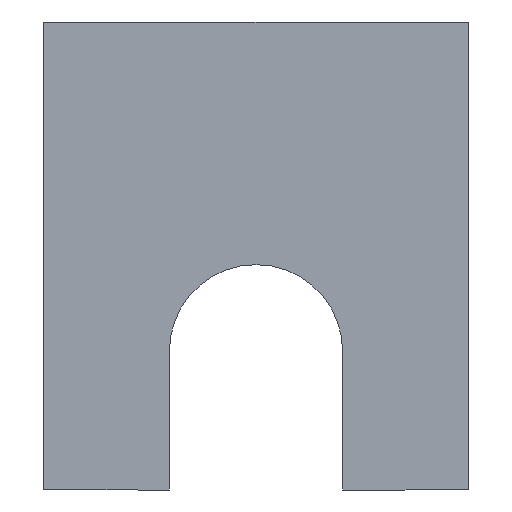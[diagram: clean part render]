
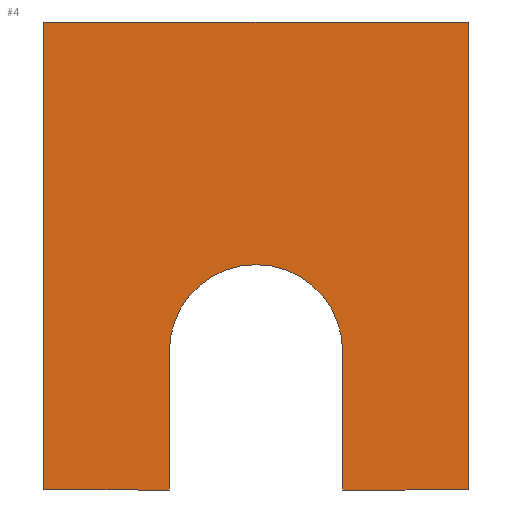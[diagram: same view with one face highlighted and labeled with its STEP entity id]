
A CAD part, front view. The second image highlights one B-rep face of the part: STEP entity #4.
In plain terms, the highlighted planar face has unit normal (0, -1, 0).
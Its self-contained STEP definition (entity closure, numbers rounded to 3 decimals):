
#3 = CARTESIAN_POINT ( 'NONE',  ( -5., 0., -8. ) ) ;
#4 = ADVANCED_FACE ( 'NONE', ( #100 ), #75, .F. ) ;
#9 = DIRECTION ( 'NONE',  ( -1., 0., 0. ) ) ;
#10 = ORIENTED_EDGE ( 'NONE', *, *, #364, .F. ) ;
#12 = LINE ( 'NONE', #305, #64 ) ;
#14 = LINE ( 'NONE', #207, #173 ) ;
#15 = ORIENTED_EDGE ( 'NONE', *, *, #132, .F. ) ;
#17 = CARTESIAN_POINT ( 'NONE',  ( -5., 0., 0. ) ) ;
#21 = EDGE_LOOP ( 'NONE', ( #33, #10, #166, #346, #274, #119, #15, #313 ) ) ;
#24 = DIRECTION ( 'NONE',  ( 0., 1., 0. ) ) ;
#33 = ORIENTED_EDGE ( 'NONE', *, *, #351, .T. ) ;
#37 = DIRECTION ( 'NONE',  ( 0., 0., -1. ) ) ;
#45 = VECTOR ( 'NONE', #9, 1000. ) ;
#46 = DIRECTION ( 'NONE',  ( -1., 0., 0. ) ) ;
#55 = CARTESIAN_POINT ( 'NONE',  ( 12.25, 0., 19. ) ) ;
#62 = CARTESIAN_POINT ( 'NONE',  ( -12.25, 0., 19. ) ) ;
#63 = VERTEX_POINT ( 'NONE', #262 ) ;
#64 = VECTOR ( 'NONE', #37, 1000. ) ;
#71 = DIRECTION ( 'NONE',  ( 0., 0., -1. ) ) ;
#75 = PLANE ( 'NONE',  #122 ) ;
#85 = VECTOR ( 'NONE', #71, 1000. ) ;
#87 = LINE ( 'NONE', #167, #218 ) ;
#89 = VERTEX_POINT ( 'NONE', #97 ) ;
#95 = LINE ( 'NONE', #311, #85 ) ;
#97 = CARTESIAN_POINT ( 'NONE',  ( -12.25, 0., -8. ) ) ;
#100 = FACE_OUTER_BOUND ( 'NONE', #21, .T. ) ;
#108 = VECTOR ( 'NONE', #46, 1000. ) ;
#116 = CARTESIAN_POINT ( 'NONE',  ( 0., 0., 19. ) ) ;
#118 = CARTESIAN_POINT ( 'NONE',  ( 5., 0., 0. ) ) ;
#119 = ORIENTED_EDGE ( 'NONE', *, *, #298, .F. ) ;
#121 = CARTESIAN_POINT ( 'NONE',  ( 0., 0., 0. ) ) ;
#122 = AXIS2_PLACEMENT_3D ( 'NONE', #121, #155, #125 ) ;
#125 = DIRECTION ( 'NONE',  ( 0., 0., 1. ) ) ;
#132 = EDGE_CURVE ( 'NONE', #293, #145, #87, .T. ) ;
#137 = VERTEX_POINT ( 'NONE', #62 ) ;
#140 = LINE ( 'NONE', #116, #45 ) ;
#145 = VERTEX_POINT ( 'NONE', #3 ) ;
#147 = VERTEX_POINT ( 'NONE', #118 ) ;
#155 = DIRECTION ( 'NONE',  ( 0., 1., 0. ) ) ;
#160 = EDGE_CURVE ( 'NONE', #137, #89, #12, .T. ) ;
#165 = EDGE_CURVE ( 'NONE', #279, #137, #140, .T. ) ;
#166 = ORIENTED_EDGE ( 'NONE', *, *, #330, .F. ) ;
#167 = CARTESIAN_POINT ( 'NONE',  ( -5., 0., 0. ) ) ;
#173 = VECTOR ( 'NONE', #295, 1000. ) ;
#201 = VERTEX_POINT ( 'NONE', #312 ) ;
#207 = CARTESIAN_POINT ( 'NONE',  ( 12.25, 0., 0. ) ) ;
#218 = VECTOR ( 'NONE', #336, 1000. ) ;
#240 = CARTESIAN_POINT ( 'NONE',  ( 0., 0., -8. ) ) ;
#242 = EDGE_CURVE ( 'NONE', #293, #147, #358, .T. ) ;
#244 = LINE ( 'NONE', #319, #108 ) ;
#262 = CARTESIAN_POINT ( 'NONE',  ( 12.25, 0., -8. ) ) ;
#274 = ORIENTED_EDGE ( 'NONE', *, *, #160, .T. ) ;
#279 = VERTEX_POINT ( 'NONE', #55 ) ;
#293 = VERTEX_POINT ( 'NONE', #17 ) ;
#295 = DIRECTION ( 'NONE',  ( 0., 0., -1. ) ) ;
#296 = CARTESIAN_POINT ( 'NONE',  ( 0., 0., 0. ) ) ;
#298 = EDGE_CURVE ( 'NONE', #145, #89, #360, .T. ) ;
#305 = CARTESIAN_POINT ( 'NONE',  ( -12.25, 0., 0. ) ) ;
#311 = CARTESIAN_POINT ( 'NONE',  ( 5., 0., 0. ) ) ;
#312 = CARTESIAN_POINT ( 'NONE',  ( 5., 0., -8. ) ) ;
#313 = ORIENTED_EDGE ( 'NONE', *, *, #242, .T. ) ;
#319 = CARTESIAN_POINT ( 'NONE',  ( 0., 0., -8. ) ) ;
#325 = DIRECTION ( 'NONE',  ( -1., 0., 0. ) ) ;
#330 = EDGE_CURVE ( 'NONE', #279, #63, #14, .T. ) ;
#336 = DIRECTION ( 'NONE',  ( 0., 0., -1. ) ) ;
#338 = VECTOR ( 'NONE', #325, 1000. ) ;
#346 = ORIENTED_EDGE ( 'NONE', *, *, #165, .T. ) ;
#351 = EDGE_CURVE ( 'NONE', #147, #201, #95, .T. ) ;
#358 = CIRCLE ( 'NONE', #370, 5. ) ;
#360 = LINE ( 'NONE', #240, #338 ) ;
#363 = DIRECTION ( 'NONE',  ( 0., 0., 1. ) ) ;
#364 = EDGE_CURVE ( 'NONE', #63, #201, #244, .T. ) ;
#370 = AXIS2_PLACEMENT_3D ( 'NONE', #296, #24, #363 ) ;
